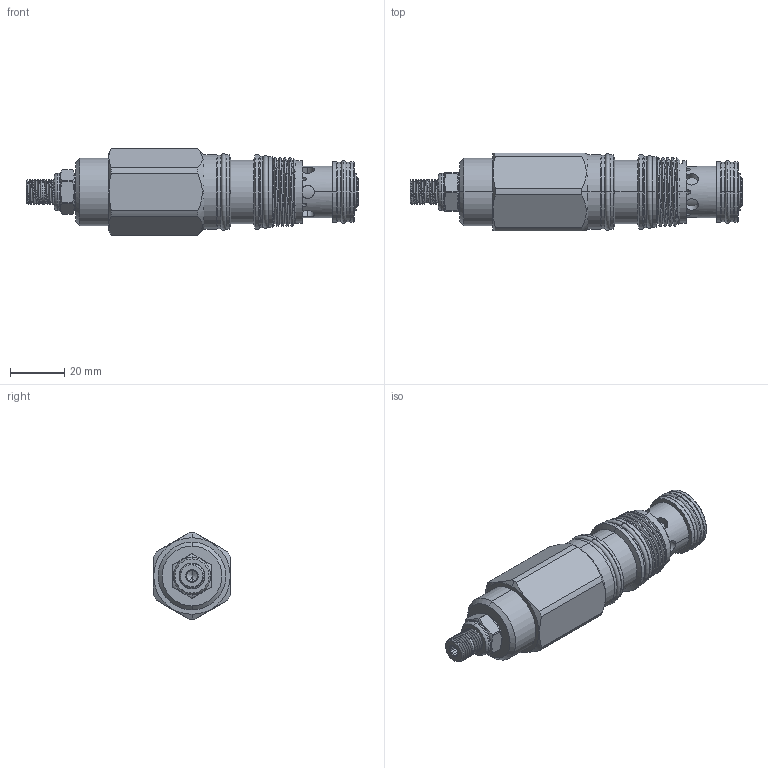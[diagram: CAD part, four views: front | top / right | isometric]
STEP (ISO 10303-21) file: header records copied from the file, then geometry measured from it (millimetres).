
FILE_DESCRIPTION (( 'STEP AP203' ), '1' );
FILE_NAME ('SC2A30-L.STEP', '2020-03-25T02:51:10', ( '' ), ( '' ), 'SwSTEP 2.0', 'SolidWorks 2018', '' );
FILE_SCHEMA (( 'CONFIG_CONTROL_DESIGN' ));
Length unit declared in the file: millimetre
Products named in the file (1): SC2A30-L
Bounding box: 122.27 x 28.57 x 31.8 mm (x, y, z)
Volume: 54887.7 mm3; surface area: 16411 mm2
Topology: 6 solids, 6 shells, 363 faces, 875 edges, 543 vertices
Faces by surface type: cylinder 189, plane 77, cone 56, torus 32, bspline 7, sphere 2
Entity records: 16561 total; most frequent: CARTESIAN_POINT 8376, ORIENTED_EDGE 1742, DIRECTION 1669, EDGE_CURVE 871, AXIS2_PLACEMENT_3D 701, VERTEX_POINT 542, EDGE_LOOP 399, FACE_OUTER_BOUND 363
